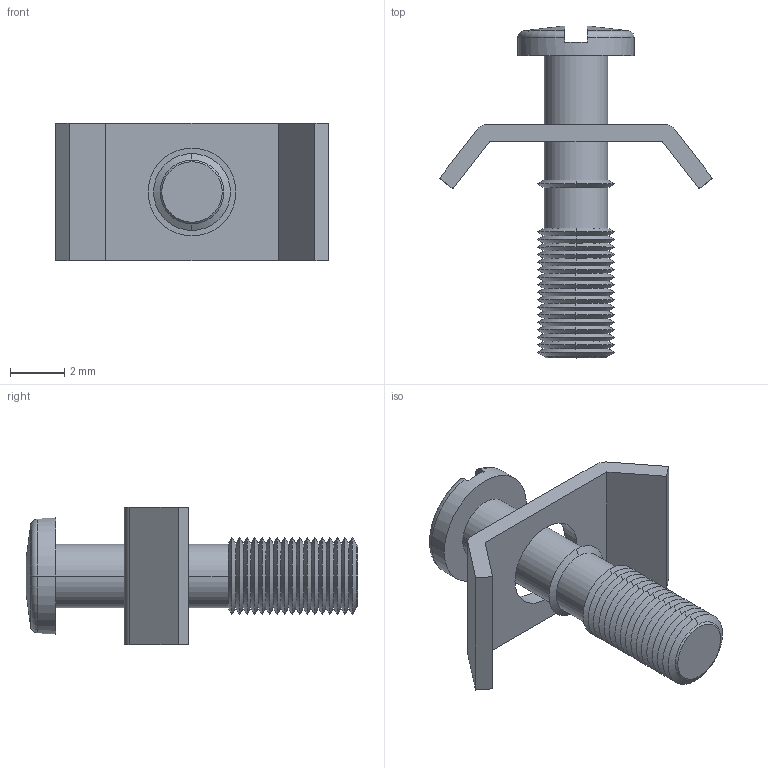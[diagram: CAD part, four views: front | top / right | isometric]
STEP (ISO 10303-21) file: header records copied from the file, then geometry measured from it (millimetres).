
FILE_DESCRIPTION (( 'STEP AP203' ), '1' );
FILE_NAME ('SDK.STEP', '2006-06-23T20:18:38', ( 'lcom' ), ( 'lcom' ), 'SwSTEP 2.0', 'SolidWorks 2006004', '' );
FILE_SCHEMA (( 'CONFIG_CONTROL_DESIGN' ));
Length unit declared in the file: inch
Products named in the file (3): SDK-MA1_Defailt; SDK; SDK-MA2
Assembly tree (2 placements, depth 2):
  SDK
    SDK-MA2
    SDK-MA1_Defailt
Bounding box: 10.1 x 12.28 x 5.08 mm (x, y, z)
Volume: 97.8 mm3; surface area: 298.4 mm2
Topology: 2 solids, 2 shells, 106 faces, 232 edges, 131 vertices
Faces by surface type: cone 74, plane 15, cylinder 12, torus 3, sphere 2
Entity records: 3187 total; most frequent: DIRECTION 562, CARTESIAN_POINT 494, ORIENTED_EDGE 464, EDGE_CURVE 232, AXIS2_PLACEMENT_3D 223, VERTEX_POINT 131, VECTOR 116, LINE 116
